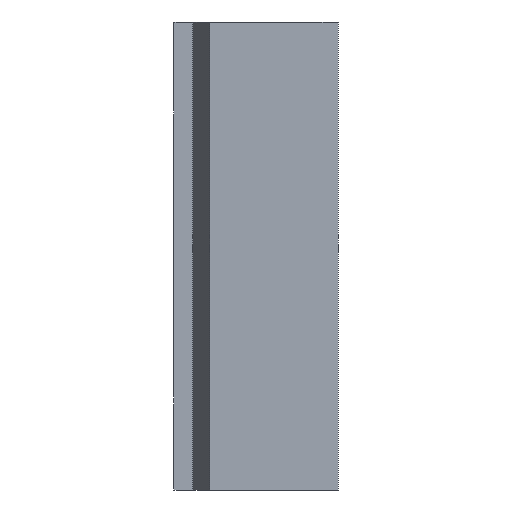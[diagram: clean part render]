
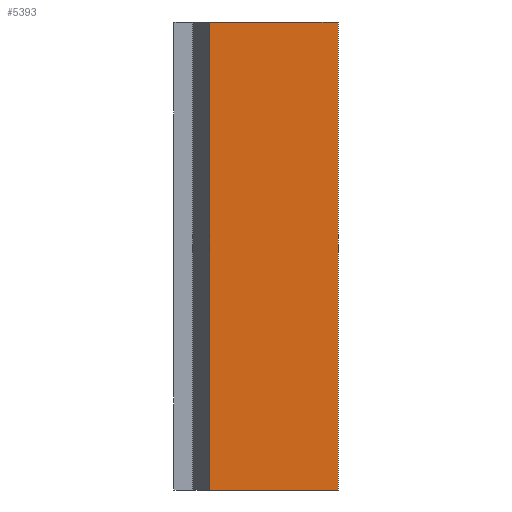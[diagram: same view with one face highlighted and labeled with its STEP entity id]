
A CAD part, left-side view. The second image highlights one B-rep face of the part: STEP entity #5393.
In plain terms, the highlighted planar face has unit normal (-1, 0, 0).
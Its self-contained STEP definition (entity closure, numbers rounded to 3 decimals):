
#1554 = DIRECTION ( 'NONE',  ( 0., 0., -1. ) ) ;
#1555 = CARTESIAN_POINT ( 'NONE',  ( -25., -13.5, 77. ) ) ;
#1556 = DIRECTION ( 'NONE',  ( 0., 0., -1. ) ) ;
#1557 = CARTESIAN_POINT ( 'NONE',  ( -25., 7.629, 77. ) ) ;
#1833 = DIRECTION ( 'NONE',  ( 0., -1., 0. ) ) ;
#1834 = CARTESIAN_POINT ( 'NONE',  ( -25., 7.629, 77. ) ) ;
#2407 = CARTESIAN_POINT ( 'NONE',  ( -25., 7.629, 0. ) ) ;
#2411 = CARTESIAN_POINT ( 'NONE',  ( -25., 7.629, 77. ) ) ;
#2477 = CARTESIAN_POINT ( 'NONE',  ( -25., -13.5, 0. ) ) ;
#2493 = CARTESIAN_POINT ( 'NONE',  ( -25., -13.5, 77. ) ) ;
#2683 = EDGE_CURVE ( 'NONE', #7494, #7421, #8541, .T. ) ;
#2877 = EDGE_CURVE ( 'NONE', #7498, #7405, #9066, .T. ) ;
#2920 = EDGE_CURVE ( 'NONE', #7498, #7494, #9028, .T. ) ;
#2921 = EDGE_CURVE ( 'NONE', #7405, #7421, #9026, .T. ) ;
#3992 = AXIS2_PLACEMENT_3D ( 'NONE', #8338, #8337, #8336 ) ;
#4735 = DIRECTION ( 'NONE',  ( 0., -1., 0. ) ) ;
#4736 = CARTESIAN_POINT ( 'NONE',  ( -25., 7.629, 0. ) ) ;
#5393 = ADVANCED_FACE ( 'NONE', ( #8797 ), #8339, .F. ) ;
#5800 = EDGE_LOOP ( 'NONE', ( #6418, #6374, #6375, #6377 ) ) ;
#6374 = ORIENTED_EDGE ( 'NONE', *, *, #2921, .F. ) ;
#6375 = ORIENTED_EDGE ( 'NONE', *, *, #2877, .F. ) ;
#6377 = ORIENTED_EDGE ( 'NONE', *, *, #2920, .T. ) ;
#6418 = ORIENTED_EDGE ( 'NONE', *, *, #2683, .T. ) ;
#7405 = VERTEX_POINT ( 'NONE', #2493 ) ;
#7421 = VERTEX_POINT ( 'NONE', #2477 ) ;
#7494 = VERTEX_POINT ( 'NONE', #2407 ) ;
#7498 = VERTEX_POINT ( 'NONE', #2411 ) ;
#8336 = DIRECTION ( 'NONE',  ( 0., 0., -1. ) ) ;
#8337 = DIRECTION ( 'NONE',  ( 1., 0., 0. ) ) ;
#8338 = CARTESIAN_POINT ( 'NONE',  ( -25., 7.629, 77. ) ) ;
#8339 = PLANE ( 'NONE',  #3992 ) ;
#8539 = VECTOR ( 'NONE', #4735, 1000. ) ;
#8541 = LINE ( 'NONE', #4736, #8539 ) ;
#8797 = FACE_OUTER_BOUND ( 'NONE', #5800, .T. ) ;
#9025 = VECTOR ( 'NONE', #1554, 1000. ) ;
#9026 = LINE ( 'NONE', #1555, #9025 ) ;
#9027 = VECTOR ( 'NONE', #1556, 1000. ) ;
#9028 = LINE ( 'NONE', #1557, #9027 ) ;
#9065 = VECTOR ( 'NONE', #1833, 1000. ) ;
#9066 = LINE ( 'NONE', #1834, #9065 ) ;
